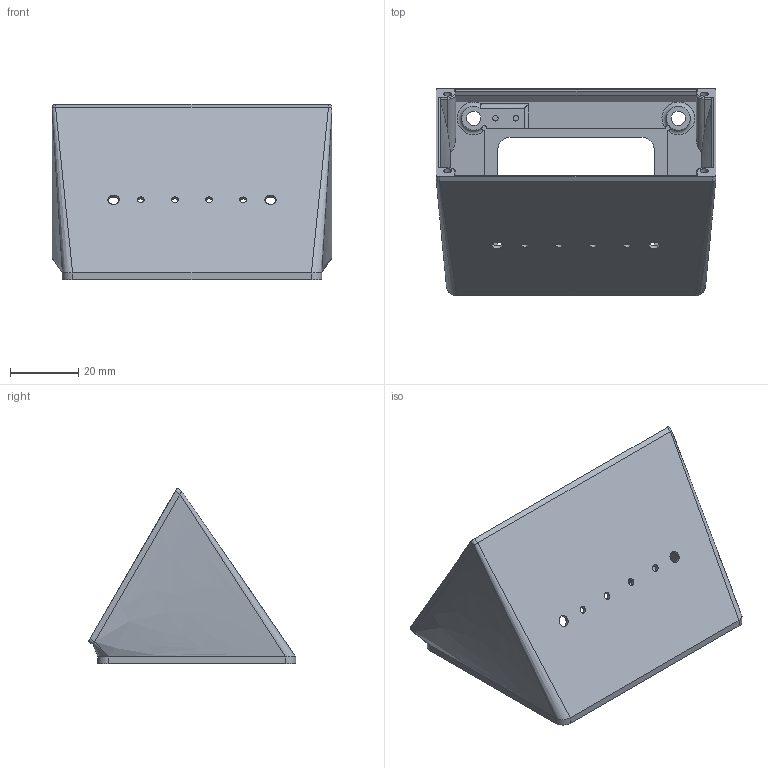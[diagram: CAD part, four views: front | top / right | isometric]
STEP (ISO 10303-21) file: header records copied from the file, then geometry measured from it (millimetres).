
Length unit declared in the file: millimetre
Products named in the file (1): IoT Terminal
Bounding box: 82 x 60.78 x 51.41 mm (x, y, z)
Volume: 14887 mm3; surface area: 23292.5 mm2
Topology: 1 solids, 1 shells, 130 faces, 341 edges, 214 vertices
Faces by surface type: cylinder 54, plane 50, bspline 14, torus 8, cone 4
Full cylindrical faces by diameter (mm): 1.6 x2, 2 x4, 2.35 x4, 3.3 x2, 4.25 x4, 7 x3
Entity records: 4538 total; most frequent: CARTESIAN_POINT 1249, ORIENTED_EDGE 674, DIRECTION 674, EDGE_CURVE 337, AXIS2_PLACEMENT_3D 250, VERTEX_POINT 214, LINE 174, VECTOR 174
